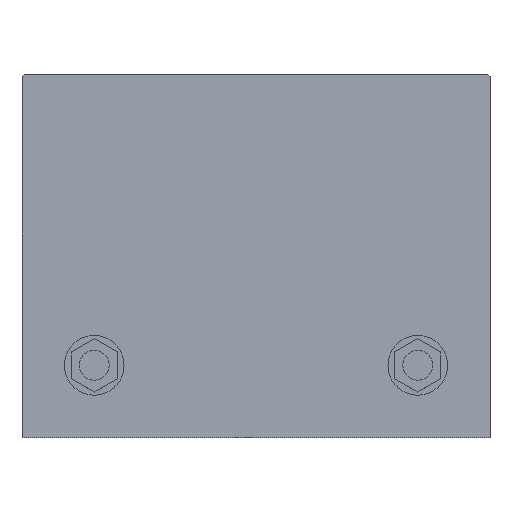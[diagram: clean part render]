
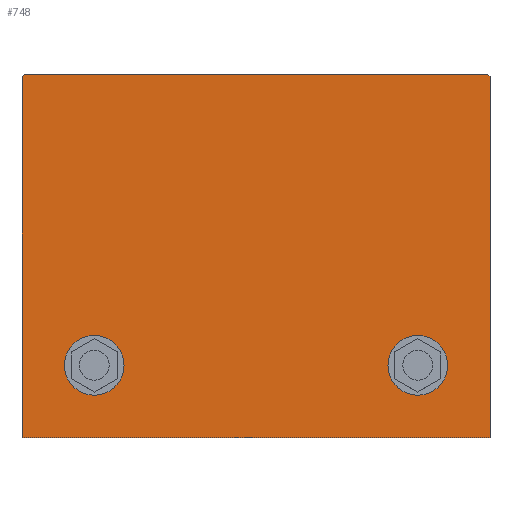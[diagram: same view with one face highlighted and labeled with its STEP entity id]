
A CAD part, top view. The second image highlights one B-rep face of the part: STEP entity #748.
In plain terms, the highlighted planar face has unit normal (0, 0, 1).
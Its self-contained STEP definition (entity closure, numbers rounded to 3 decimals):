
#554=CARTESIAN_POINT('',(92.5,0.0,83.0));
#555=VERTEX_POINT('',#554);
#556=CARTESIAN_POINT('',(-92.5,0.0,83.0));
#557=VERTEX_POINT('',#556);
#558=CARTESIAN_POINT('',(92.5,0.0,83.0));
#559=DIRECTION('',(-1.0,0.0,0.0));
#560=VECTOR('',#559,185.0);
#561=LINE('',#558,#560);
#562=EDGE_CURVE('',#555,#557,#561,.T.);
#594=CARTESIAN_POINT('',(-92.5,142.686,83.0));
#595=VERTEX_POINT('',#594);
#596=CARTESIAN_POINT('',(-92.5,0.0,83.0));
#597=DIRECTION('',(0.0,1.0,0.0));
#598=VECTOR('',#597,142.686);
#599=LINE('',#596,#598);
#600=EDGE_CURVE('',#557,#595,#599,.T.);
#625=CARTESIAN_POINT('',(-91.516,143.67,83.0));
#626=VERTEX_POINT('',#625);
#627=CARTESIAN_POINT('',(-92.5,142.686,83.0));
#628=DIRECTION('',(0.707,0.707,0.0));
#629=VECTOR('',#628,1.392);
#630=LINE('',#627,#629);
#631=EDGE_CURVE('',#595,#626,#630,.T.);
#656=CARTESIAN_POINT('',(91.516,143.67,83.0));
#657=VERTEX_POINT('',#656);
#658=CARTESIAN_POINT('',(-91.516,143.67,83.0));
#659=DIRECTION('',(1.0,0.0,0.0));
#660=VECTOR('',#659,183.032);
#661=LINE('',#658,#660);
#662=EDGE_CURVE('',#626,#657,#661,.T.);
#687=CARTESIAN_POINT('',(92.5,142.686,83.0));
#688=VERTEX_POINT('',#687);
#689=CARTESIAN_POINT('',(91.516,143.67,83.0));
#690=DIRECTION('',(0.707,-0.707,0.0));
#691=VECTOR('',#690,1.392);
#692=LINE('',#689,#691);
#693=EDGE_CURVE('',#657,#688,#692,.T.);
#718=CARTESIAN_POINT('',(92.5,142.686,83.0));
#719=DIRECTION('',(0.0,-1.0,0.0));
#720=VECTOR('',#719,142.686);
#721=LINE('',#718,#720);
#722=EDGE_CURVE('',#688,#555,#721,.T.);
#735=CARTESIAN_POINT('',(0.,71.708,83.0));
#736=DIRECTION('',(0.0,0.0,1.0));
#737=DIRECTION('',(1.0,0.0,0.0));
#738=AXIS2_PLACEMENT_3D('',#735,#736,#737);
#739=PLANE('',#738);
#740=ORIENTED_EDGE('',*,*,#562,.F.);
#741=ORIENTED_EDGE('',*,*,#722,.F.);
#742=ORIENTED_EDGE('',*,*,#693,.F.);
#743=ORIENTED_EDGE('',*,*,#662,.F.);
#744=ORIENTED_EDGE('',*,*,#631,.F.);
#745=ORIENTED_EDGE('',*,*,#600,.F.);
#746=EDGE_LOOP('',(#740,#741,#742,#743,#744,#745));
#747=FACE_OUTER_BOUND('',#746,.T.);
#748=ADVANCED_FACE('',(#747),#739,.T.);
